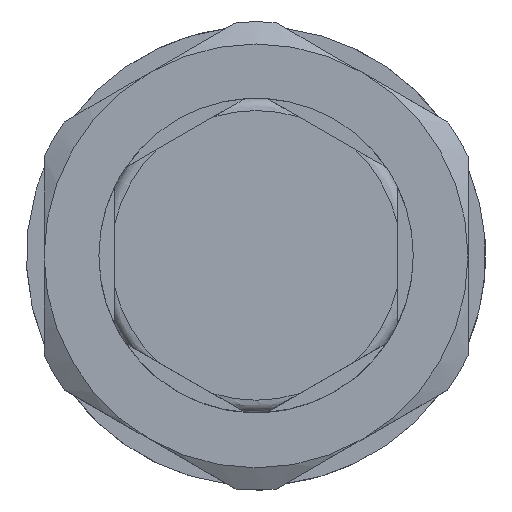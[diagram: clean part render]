
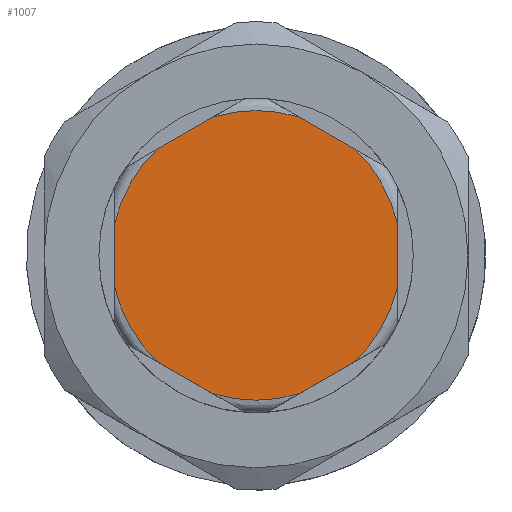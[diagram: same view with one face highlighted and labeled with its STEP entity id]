
A CAD part, top view. The second image highlights one B-rep face of the part: STEP entity #1007.
In plain terms, the highlighted planar face has unit normal (0, 0, 1).
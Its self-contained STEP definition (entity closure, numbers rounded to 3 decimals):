
#65=LINE('',#1560,#128);
#66=LINE('',#1564,#129);
#67=LINE('',#1568,#130);
#68=LINE('',#1572,#131);
#69=LINE('',#1576,#132);
#70=LINE('',#1580,#133);
#128=VECTOR('',#1232,10.);
#129=VECTOR('',#1235,10.);
#130=VECTOR('',#1238,10.);
#131=VECTOR('',#1241,10.);
#132=VECTOR('',#1244,10.);
#133=VECTOR('',#1247,10.);
#195=FACE_OUTER_BOUND('',#258,.T.);
#258=EDGE_LOOP('',(#651,#652,#653,#654,#655,#656,#657,#658,#659,#660,#661,
#662));
#324=CIRCLE('',#1093,8.2);
#325=CIRCLE('',#1094,8.2);
#326=CIRCLE('',#1095,8.2);
#327=CIRCLE('',#1096,8.2);
#328=CIRCLE('',#1097,8.2);
#329=CIRCLE('',#1098,8.2);
#394=VERTEX_POINT('',#1558);
#395=VERTEX_POINT('',#1559);
#396=VERTEX_POINT('',#1561);
#397=VERTEX_POINT('',#1563);
#398=VERTEX_POINT('',#1565);
#399=VERTEX_POINT('',#1567);
#400=VERTEX_POINT('',#1569);
#401=VERTEX_POINT('',#1571);
#402=VERTEX_POINT('',#1573);
#403=VERTEX_POINT('',#1575);
#404=VERTEX_POINT('',#1577);
#405=VERTEX_POINT('',#1579);
#494=EDGE_CURVE('',#394,#395,#65,.T.);
#495=EDGE_CURVE('',#396,#395,#324,.T.);
#496=EDGE_CURVE('',#396,#397,#66,.T.);
#497=EDGE_CURVE('',#398,#397,#325,.T.);
#498=EDGE_CURVE('',#398,#399,#67,.T.);
#499=EDGE_CURVE('',#400,#399,#326,.T.);
#500=EDGE_CURVE('',#400,#401,#68,.T.);
#501=EDGE_CURVE('',#402,#401,#327,.T.);
#502=EDGE_CURVE('',#402,#403,#69,.T.);
#503=EDGE_CURVE('',#404,#403,#328,.T.);
#504=EDGE_CURVE('',#404,#405,#70,.T.);
#505=EDGE_CURVE('',#394,#405,#329,.T.);
#651=ORIENTED_EDGE('',*,*,#494,.T.);
#652=ORIENTED_EDGE('',*,*,#495,.F.);
#653=ORIENTED_EDGE('',*,*,#496,.T.);
#654=ORIENTED_EDGE('',*,*,#497,.F.);
#655=ORIENTED_EDGE('',*,*,#498,.T.);
#656=ORIENTED_EDGE('',*,*,#499,.F.);
#657=ORIENTED_EDGE('',*,*,#500,.T.);
#658=ORIENTED_EDGE('',*,*,#501,.F.);
#659=ORIENTED_EDGE('',*,*,#502,.T.);
#660=ORIENTED_EDGE('',*,*,#503,.F.);
#661=ORIENTED_EDGE('',*,*,#504,.T.);
#662=ORIENTED_EDGE('',*,*,#505,.F.);
#963=PLANE('',#1092);
#1007=ADVANCED_FACE('',(#195),#963,.T.);
#1092=AXIS2_PLACEMENT_3D('',#1557,#1230,#1231);
#1093=AXIS2_PLACEMENT_3D('',#1562,#1233,#1234);
#1094=AXIS2_PLACEMENT_3D('',#1566,#1236,#1237);
#1095=AXIS2_PLACEMENT_3D('',#1570,#1239,#1240);
#1096=AXIS2_PLACEMENT_3D('',#1574,#1242,#1243);
#1097=AXIS2_PLACEMENT_3D('',#1578,#1245,#1246);
#1098=AXIS2_PLACEMENT_3D('',#1581,#1248,#1249);
#1230=DIRECTION('center_axis',(0.,0.,
1.));
#1231=DIRECTION('ref_axis',(0.866,0.5,0.));
#1232=DIRECTION('',(-0.866,-0.5,0.));
#1233=DIRECTION('center_axis',(0.,0.,
-1.));
#1234=DIRECTION('ref_axis',(-0.5,0.866,0.));
#1235=DIRECTION('',(0.,-1.,0.));
#1236=DIRECTION('center_axis',(0.,0.,
-1.));
#1237=DIRECTION('ref_axis',(-0.5,0.866,0.));
#1238=DIRECTION('',(0.866,-0.5,0.));
#1239=DIRECTION('center_axis',(0.,0.,
-1.));
#1240=DIRECTION('ref_axis',(-0.5,0.866,0.));
#1241=DIRECTION('',(0.866,0.5,0.));
#1242=DIRECTION('center_axis',(0.,0.,
-1.));
#1243=DIRECTION('ref_axis',(-0.5,0.866,0.));
#1244=DIRECTION('',(0.,1.,0.));
#1245=DIRECTION('center_axis',(0.,0.,
-1.));
#1246=DIRECTION('ref_axis',(-0.5,0.866,0.));
#1247=DIRECTION('',(-0.866,0.5,0.));
#1248=DIRECTION('center_axis',(0.,0.,
-1.));
#1249=DIRECTION('ref_axis',(-0.5,0.866,0.));
#1557=CARTESIAN_POINT('Origin',(-3.213,5.564,-1.675));
#1558=CARTESIAN_POINT('',(-2.441,7.828,-1.675));
#1559=CARTESIAN_POINT('',(-5.559,6.028,-1.675));
#1560=CARTESIAN_POINT('',(-2.311,7.903,-1.675));
#1561=CARTESIAN_POINT('',(-8.,1.8,-1.675));
#1562=CARTESIAN_POINT('Origin',(0.,0.,
-1.675));
#1563=CARTESIAN_POINT('',(-8.,-1.8,-1.675));
#1564=CARTESIAN_POINT('',(-8.,4.732,-1.675));
#1565=CARTESIAN_POINT('',(-5.559,-6.028,-1.675));
#1566=CARTESIAN_POINT('Origin',(0.,0.,
-1.675));
#1567=CARTESIAN_POINT('',(-2.441,-7.828,-1.675));
#1568=CARTESIAN_POINT('',(-8.098,-4.562,-1.675));
#1569=CARTESIAN_POINT('',(2.441,-7.828,-1.675));
#1570=CARTESIAN_POINT('Origin',(0.,0.,
-1.675));
#1571=CARTESIAN_POINT('',(5.559,-6.028,-1.675));
#1572=CARTESIAN_POINT('',(2.311,-7.903,-1.675));
#1573=CARTESIAN_POINT('',(8.,-1.8,-1.675));
#1574=CARTESIAN_POINT('Origin',(0.,0.,
-1.675));
#1575=CARTESIAN_POINT('',(8.,1.8,-1.675));
#1576=CARTESIAN_POINT('',(8.,0.832,-1.675));
#1577=CARTESIAN_POINT('',(5.559,6.028,-1.675));
#1578=CARTESIAN_POINT('Origin',(0.,0.,
-1.675));
#1579=CARTESIAN_POINT('',(2.441,7.828,-1.675));
#1580=CARTESIAN_POINT('',(3.279,7.344,-1.675));
#1581=CARTESIAN_POINT('Origin',(0.,0.,
-1.675));
